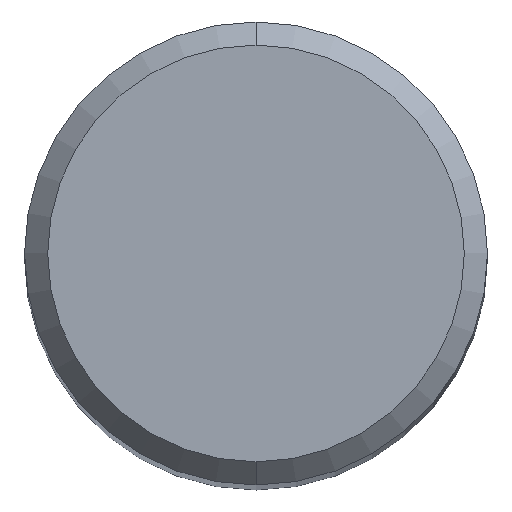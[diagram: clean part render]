
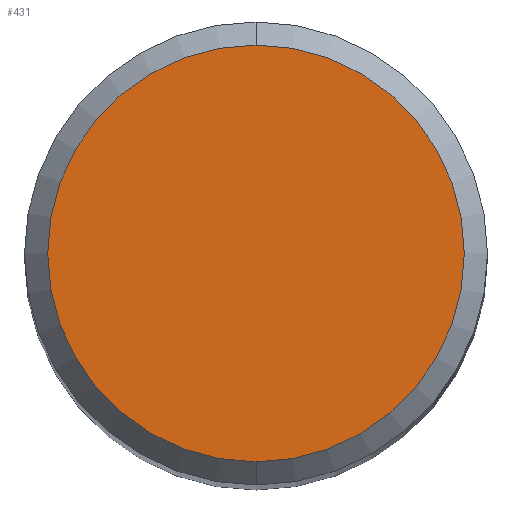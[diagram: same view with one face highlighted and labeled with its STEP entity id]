
A CAD part, top view. The second image highlights one B-rep face of the part: STEP entity #431.
In plain terms, the highlighted planar face has unit normal (0, 0, 1).
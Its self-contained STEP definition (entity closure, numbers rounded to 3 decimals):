
#207=VERTEX_POINT('',#518);
#253=EDGE_CURVE('',#207,#335,#565,.T.);
#289=EDGE_CURVE('',#335,#207,#603,.T.);
#335=VERTEX_POINT('',#656);
#431=ADVANCED_FACE('',(#764),#765,.T.);
#518=CARTESIAN_POINT('',(0.0,3.6,0.0));
#565=CIRCLE('',#994,3.6);
#603=CIRCLE('',#1098,3.6);
#656=CARTESIAN_POINT('',(0.,-3.6,0.0));
#764=FACE_OUTER_BOUND('',#1370,.T.);
#765=PLANE('',#1371);
#994=AXIS2_PLACEMENT_3D('',#1529,#1530,#1531);
#1098=AXIS2_PLACEMENT_3D('',#1558,#1559,#1560);
#1370=EDGE_LOOP('',(#1774,#1775));
#1371=AXIS2_PLACEMENT_3D('',#1776,#1777,#1778);
#1529=CARTESIAN_POINT('',(0.0,0.0,0.0));
#1530=DIRECTION('',(0.0,0.0,-1.0));
#1531=DIRECTION('',(0.0,1.0,0.0));
#1558=CARTESIAN_POINT('',(0.0,0.0,0.0));
#1559=DIRECTION('',(0.0,0.0,-1.0));
#1560=DIRECTION('',(0.0,1.0,0.0));
#1774=ORIENTED_EDGE('',*,*,#253,.F.);
#1775=ORIENTED_EDGE('',*,*,#289,.F.);
#1776=CARTESIAN_POINT('',(0.0,1.8,0.0));
#1777=DIRECTION('',(-0.0,0.0,1.0));
#1778=DIRECTION('',(0.0,-1.0,0.0));
